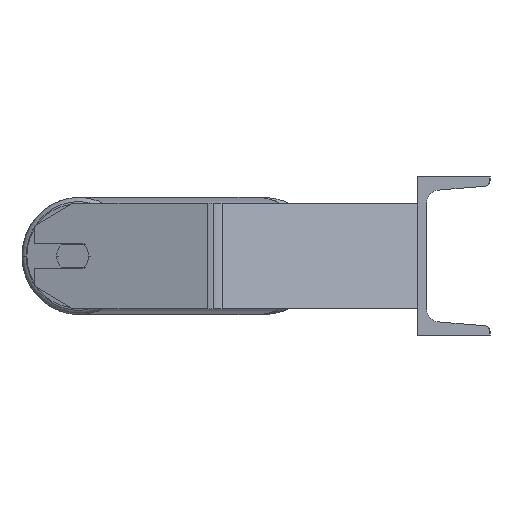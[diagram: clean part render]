
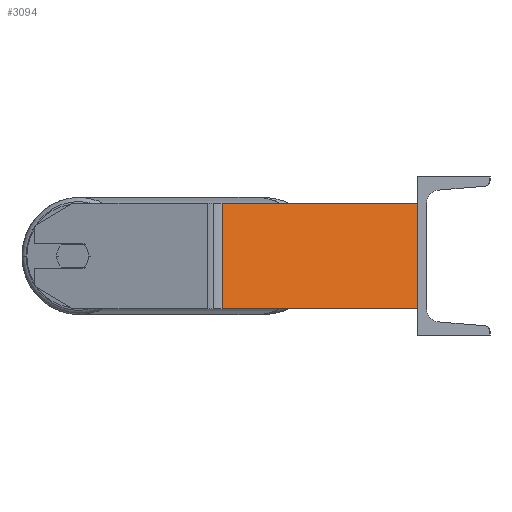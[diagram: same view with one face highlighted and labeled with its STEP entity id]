
A CAD part, left-side view. The second image highlights one B-rep face of the part: STEP entity #3094.
In plain terms, the highlighted planar face has unit normal (-0.906, -0.423, 0).
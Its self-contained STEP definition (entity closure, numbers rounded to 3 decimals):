
#394 = CARTESIAN_POINT ( 'NONE',  ( -856.718, 153.799, 40. ) ) ;
#696 = DIRECTION ( 'NONE',  ( 0., 0., -1. ) ) ;
#991 = PLANE ( 'NONE',  #8110 ) ;
#1216 = DIRECTION ( 'NONE',  ( 0.423, -0.906, 0. ) ) ;
#1485 = VECTOR ( 'NONE', #1216, 1000. ) ;
#1983 = LINE ( 'NONE', #4772, #1485 ) ;
#2075 = CARTESIAN_POINT ( 'NONE',  ( -785., 0., -40. ) ) ;
#2615 = EDGE_CURVE ( 'NONE', #6793, #4158, #4015, .T. ) ;
#2648 = DIRECTION ( 'NONE',  ( 0.906, 0.423, 0. ) ) ;
#2924 = VECTOR ( 'NONE', #5457, 1000. ) ;
#3008 = EDGE_CURVE ( 'NONE', #5527, #6809, #4173, .T. ) ;
#3094 = ADVANCED_FACE ( 'NONE', ( #7294 ), #991, .F. ) ;
#3176 = DIRECTION ( 'NONE',  ( 0.423, -0.906, 0. ) ) ;
#3232 = EDGE_LOOP ( 'NONE', ( #5198, #8638, #8605, #5379 ) ) ;
#3240 = CARTESIAN_POINT ( 'NONE',  ( -854.256, 148.521, 40. ) ) ;
#4015 = LINE ( 'NONE', #3240, #2924 ) ;
#4158 = VERTEX_POINT ( 'NONE', #4867 ) ;
#4173 = LINE ( 'NONE', #7005, #7354 ) ;
#4455 = LINE ( 'NONE', #394, #6602 ) ;
#4611 = CARTESIAN_POINT ( 'NONE',  ( -856.718, 153.799, 40. ) ) ;
#4772 = CARTESIAN_POINT ( 'NONE',  ( -856.718, 153.799, -40. ) ) ;
#4867 = CARTESIAN_POINT ( 'NONE',  ( -854.256, 148.521, -40. ) ) ;
#5198 = ORIENTED_EDGE ( 'NONE', *, *, #8713, .T. ) ;
#5379 = ORIENTED_EDGE ( 'NONE', *, *, #2615, .T. ) ;
#5457 = DIRECTION ( 'NONE',  ( 0., 0., -1. ) ) ;
#5527 = VERTEX_POINT ( 'NONE', #6585 ) ;
#6585 = CARTESIAN_POINT ( 'NONE',  ( -785., 0., 40. ) ) ;
#6602 = VECTOR ( 'NONE', #3176, 1000. ) ;
#6793 = VERTEX_POINT ( 'NONE', #8330 ) ;
#6809 = VERTEX_POINT ( 'NONE', #2075 ) ;
#7005 = CARTESIAN_POINT ( 'NONE',  ( -785., 0., 40. ) ) ;
#7294 = FACE_OUTER_BOUND ( 'NONE', #3232, .T. ) ;
#7354 = VECTOR ( 'NONE', #696, 1000. ) ;
#8110 = AXIS2_PLACEMENT_3D ( 'NONE', #4611, #2648, #8193 ) ;
#8193 = DIRECTION ( 'NONE',  ( -0.423, 0.906, 0. ) ) ;
#8330 = CARTESIAN_POINT ( 'NONE',  ( -854.256, 148.521, 40. ) ) ;
#8605 = ORIENTED_EDGE ( 'NONE', *, *, #8611, .F. ) ;
#8611 = EDGE_CURVE ( 'NONE', #6793, #5527, #4455, .T. ) ;
#8638 = ORIENTED_EDGE ( 'NONE', *, *, #3008, .F. ) ;
#8713 = EDGE_CURVE ( 'NONE', #4158, #6809, #1983, .T. ) ;
